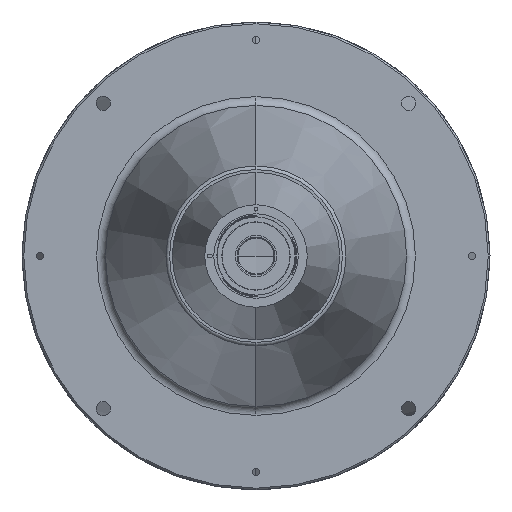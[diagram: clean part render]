
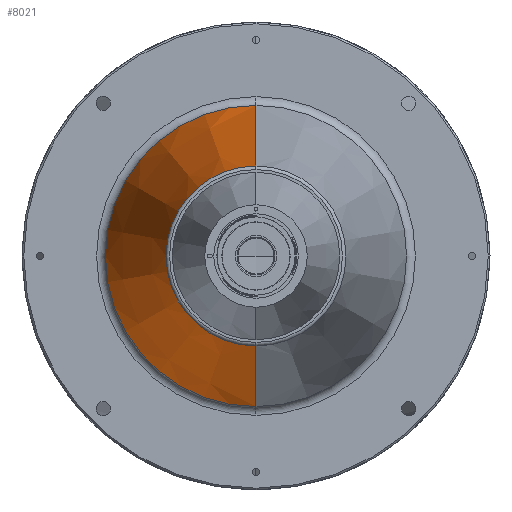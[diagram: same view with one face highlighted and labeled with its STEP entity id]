
A CAD part, left-side view. The second image highlights one B-rep face of the part: STEP entity #8021.
In plain terms, the highlighted conical face has half-angle 13.358 degrees and reference radius 50 mm.
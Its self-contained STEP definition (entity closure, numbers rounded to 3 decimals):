
#433 = VECTOR ( 'NONE', #979, 1000. ) ;
#462 = VERTEX_POINT ( 'NONE', #6589 ) ;
#752 = CARTESIAN_POINT ( 'NONE',  ( 194.479, 0., 50. ) ) ;
#793 = CARTESIAN_POINT ( 'NONE',  ( 336.291, 0., -83.675 ) ) ;
#979 = DIRECTION ( 'NONE',  ( 0.973, 0., -0.231 ) ) ;
#1018 = AXIS2_PLACEMENT_3D ( 'NONE', #6888, #2200, #7670 ) ;
#1084 = VERTEX_POINT ( 'NONE', #3099 ) ;
#1282 = LINE ( 'NONE', #4005, #5219 ) ;
#1667 = DIRECTION ( 'NONE',  ( 0.973, 0., 0.231 ) ) ;
#1877 = EDGE_CURVE ( 'NONE', #1084, #3355, #4013, .T. ) ;
#2200 = DIRECTION ( 'NONE',  ( -1., 0., 0. ) ) ;
#2901 = AXIS2_PLACEMENT_3D ( 'NONE', #5460, #7508, #5987 ) ;
#3020 = AXIS2_PLACEMENT_3D ( 'NONE', #8022, #3311, #8810 ) ;
#3099 = CARTESIAN_POINT ( 'NONE',  ( 336.291, 0., 83.675 ) ) ;
#3311 = DIRECTION ( 'NONE',  ( -1., 0., 0. ) ) ;
#3355 = VERTEX_POINT ( 'NONE', #793 ) ;
#4005 = CARTESIAN_POINT ( 'NONE',  ( 194.479, 0., 50. ) ) ;
#4013 = CIRCLE ( 'NONE', #3020, 83.675 ) ;
#4269 = ORIENTED_EDGE ( 'NONE', *, *, #1877, .T. ) ;
#5219 = VECTOR ( 'NONE', #1667, 1000. ) ;
#5315 = ORIENTED_EDGE ( 'NONE', *, *, #9071, .F. ) ;
#5460 = CARTESIAN_POINT ( 'NONE',  ( 194.479, 0., 0. ) ) ;
#5987 = DIRECTION ( 'NONE',  ( 0., 0., -1. ) ) ;
#6432 = CARTESIAN_POINT ( 'NONE',  ( 194.479, 0., -50. ) ) ;
#6458 = EDGE_CURVE ( 'NONE', #7435, #1084, #1282, .T. ) ;
#6490 = ORIENTED_EDGE ( 'NONE', *, *, #7592, .F. ) ;
#6589 = CARTESIAN_POINT ( 'NONE',  ( 194.479, 0., -50. ) ) ;
#6662 = LINE ( 'NONE', #6432, #433 ) ;
#6888 = CARTESIAN_POINT ( 'NONE',  ( 194.479, 0., 0. ) ) ;
#7323 = EDGE_LOOP ( 'NONE', ( #5315, #8711, #4269, #6490 ) ) ;
#7435 = VERTEX_POINT ( 'NONE', #752 ) ;
#7508 = DIRECTION ( 'NONE',  ( 1., 0., 0. ) ) ;
#7592 = EDGE_CURVE ( 'NONE', #462, #3355, #6662, .T. ) ;
#7617 = CIRCLE ( 'NONE', #1018, 50. ) ;
#7670 = DIRECTION ( 'NONE',  ( 0., 0., 1. ) ) ;
#8021 = ADVANCED_FACE ( 'NONE', ( #8734 ), #9851, .T. ) ;
#8022 = CARTESIAN_POINT ( 'NONE',  ( 336.291, 0., 0. ) ) ;
#8711 = ORIENTED_EDGE ( 'NONE', *, *, #6458, .T. ) ;
#8734 = FACE_OUTER_BOUND ( 'NONE', #7323, .T. ) ;
#8810 = DIRECTION ( 'NONE',  ( 0., 0., 1. ) ) ;
#9071 = EDGE_CURVE ( 'NONE', #7435, #462, #7617, .T. ) ;
#9851 = CONICAL_SURFACE ( 'NONE', #2901, 50., 0.233 ) ;
